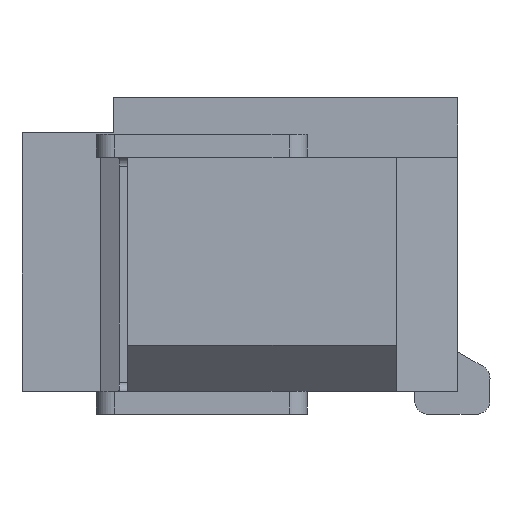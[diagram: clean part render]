
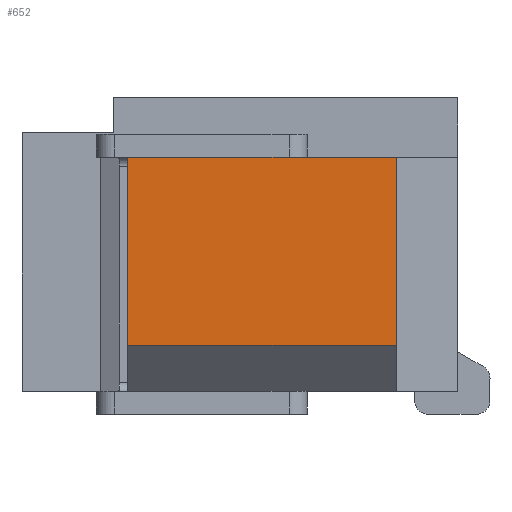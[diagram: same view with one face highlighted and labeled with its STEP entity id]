
A CAD part, left-side view. The second image highlights one B-rep face of the part: STEP entity #652.
In plain terms, the highlighted planar face has unit normal (-1, 0, 0).
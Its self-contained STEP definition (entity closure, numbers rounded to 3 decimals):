
#652=ADVANCED_FACE('',(#1280),#956,.F.);
#956=PLANE('',#8270);
#1280=FACE_OUTER_BOUND('',#1670,.T.);
#1670=EDGE_LOOP('',(#3469,#3470,#3471,#3472));
#3469=ORIENTED_EDGE('',*,*,#5618,.T.);
#3470=ORIENTED_EDGE('',*,*,#5676,.F.);
#3471=ORIENTED_EDGE('',*,*,#5701,.F.);
#3472=ORIENTED_EDGE('',*,*,#5620,.F.);
#4632=VERTEX_POINT('',#11996);
#4633=VERTEX_POINT('',#11998);
#4634=VERTEX_POINT('',#12002);
#4675=VERTEX_POINT('',#12135);
#5618=EDGE_CURVE('',#4633,#4632,#6638,.T.);
#5620=EDGE_CURVE('',#4633,#4634,#6640,.T.);
#5676=EDGE_CURVE('',#4675,#4632,#6679,.T.);
#5701=EDGE_CURVE('',#4634,#4675,#6696,.T.);
#6638=LINE('',#11997,#7550);
#6640=LINE('',#12001,#7552);
#6679=LINE('',#12136,#7591);
#6696=LINE('',#12187,#7608);
#7550=VECTOR('',#9697,1.);
#7552=VECTOR('',#9701,1.);
#7591=VECTOR('',#9790,1.);
#7608=VECTOR('',#9833,1.);
#8270=AXIS2_PLACEMENT_3D('',#12402,#10010,#10011);
#9697=DIRECTION('',(0.,0.,1.));
#9701=DIRECTION('',(0.,1.,0.));
#9790=DIRECTION('',(0.,-1.,0.));
#9833=DIRECTION('',(0.,0.,1.));
#10010=DIRECTION('',(1.,0.,0.));
#10011=DIRECTION('',(0.,0.,-1.));
#11996=CARTESIAN_POINT('',(0.,0.67,-0.65));
#11997=CARTESIAN_POINT('',(0.,0.67,-2.7));
#11998=CARTESIAN_POINT('',(0.,0.67,-2.7));
#12001=CARTESIAN_POINT('',(0.,0.67,-2.7));
#12002=CARTESIAN_POINT('',(0.,3.6,-2.7));
#12135=CARTESIAN_POINT('',(0.,3.6,-0.65));
#12136=CARTESIAN_POINT('',(0.,3.6,-0.65));
#12187=CARTESIAN_POINT('',(0.,3.6,-2.7));
#12402=CARTESIAN_POINT('',(0.,2.135,-1.675));
